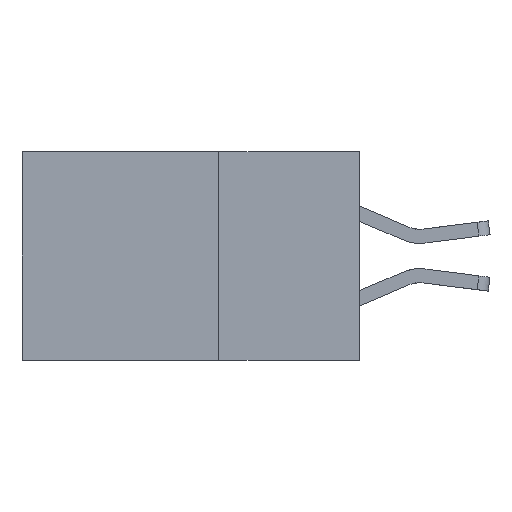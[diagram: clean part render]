
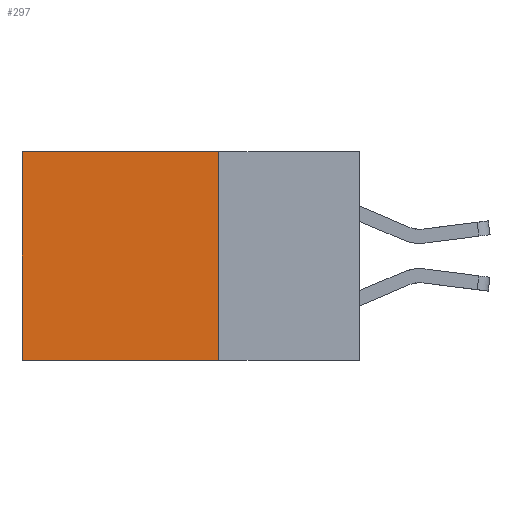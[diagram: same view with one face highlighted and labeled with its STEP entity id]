
A CAD part, left-side view. The second image highlights one B-rep face of the part: STEP entity #297.
In plain terms, the highlighted planar face has unit normal (-1, 0, 0).
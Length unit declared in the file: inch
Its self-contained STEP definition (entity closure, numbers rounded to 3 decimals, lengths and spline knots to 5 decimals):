
#270 = VERTEX_POINT ( 'NONE', #5410 ) ;
#297 = ADVANCED_FACE ( 'NONE', ( #587 ), #3898, .F. ) ;
#587 = FACE_OUTER_BOUND ( 'NONE', #1516, .T. ) ;
#590 = CARTESIAN_POINT ( 'NONE',  ( 0.2875, 0.25, 0. ) ) ;
#692 = ORIENTED_EDGE ( 'NONE', *, *, #10508, .T. ) ;
#1516 = EDGE_LOOP ( 'NONE', ( #2483, #2525, #4490, #692 ) ) ;
#1759 = VECTOR ( 'NONE', #7096, 39.37008 ) ;
#1804 = LINE ( 'NONE', #590, #4543 ) ;
#1877 = DIRECTION ( 'NONE',  ( 0., 0., -1. ) ) ;
#2219 = CARTESIAN_POINT ( 'NONE',  ( 0.2875, 0.25, 0. ) ) ;
#2317 = EDGE_CURVE ( 'NONE', #9738, #5420, #9048, .T. ) ;
#2483 = ORIENTED_EDGE ( 'NONE', *, *, #12282, .T. ) ;
#2525 = ORIENTED_EDGE ( 'NONE', *, *, #2317, .F. ) ;
#3299 = DIRECTION ( 'NONE',  ( 0., 0., -1. ) ) ;
#3579 = AXIS2_PLACEMENT_3D ( 'NONE', #5145, #4205, #1877 ) ;
#3898 = PLANE ( 'NONE',  #3579 ) ;
#4117 = CARTESIAN_POINT ( 'NONE',  ( 0.2875, 0.25, -0.37 ) ) ;
#4205 = DIRECTION ( 'NONE',  ( 1., 0., 0. ) ) ;
#4465 = DIRECTION ( 'NONE',  ( 0., 1., 0. ) ) ;
#4490 = ORIENTED_EDGE ( 'NONE', *, *, #5069, .F. ) ;
#4543 = VECTOR ( 'NONE', #6676, 39.37008 ) ;
#5069 = EDGE_CURVE ( 'NONE', #10960, #9738, #8360, .T. ) ;
#5145 = CARTESIAN_POINT ( 'NONE',  ( 0.2875, 0.25, 0. ) ) ;
#5410 = CARTESIAN_POINT ( 'NONE',  ( 0.2875, 0.6, 0. ) ) ;
#5420 = VERTEX_POINT ( 'NONE', #12784 ) ;
#5732 = VECTOR ( 'NONE', #3299, 39.37008 ) ;
#6081 = CARTESIAN_POINT ( 'NONE',  ( 0.2875, 0.6, 0. ) ) ;
#6512 = CARTESIAN_POINT ( 'NONE',  ( 0.2875, 0.25, -0.37 ) ) ;
#6676 = DIRECTION ( 'NONE',  ( 0., 1., 0. ) ) ;
#7096 = DIRECTION ( 'NONE',  ( 0., 0., -1. ) ) ;
#8360 = LINE ( 'NONE', #2219, #5732 ) ;
#9048 = LINE ( 'NONE', #4117, #11397 ) ;
#9738 = VERTEX_POINT ( 'NONE', #6512 ) ;
#10277 = CARTESIAN_POINT ( 'NONE',  ( 0.2875, 0.25, 0. ) ) ;
#10508 = EDGE_CURVE ( 'NONE', #10960, #270, #1804, .T. ) ;
#10960 = VERTEX_POINT ( 'NONE', #10277 ) ;
#11397 = VECTOR ( 'NONE', #4465, 39.37008 ) ;
#12146 = LINE ( 'NONE', #6081, #1759 ) ;
#12282 = EDGE_CURVE ( 'NONE', #270, #5420, #12146, .T. ) ;
#12784 = CARTESIAN_POINT ( 'NONE',  ( 0.2875, 0.6, -0.37 ) ) ;
